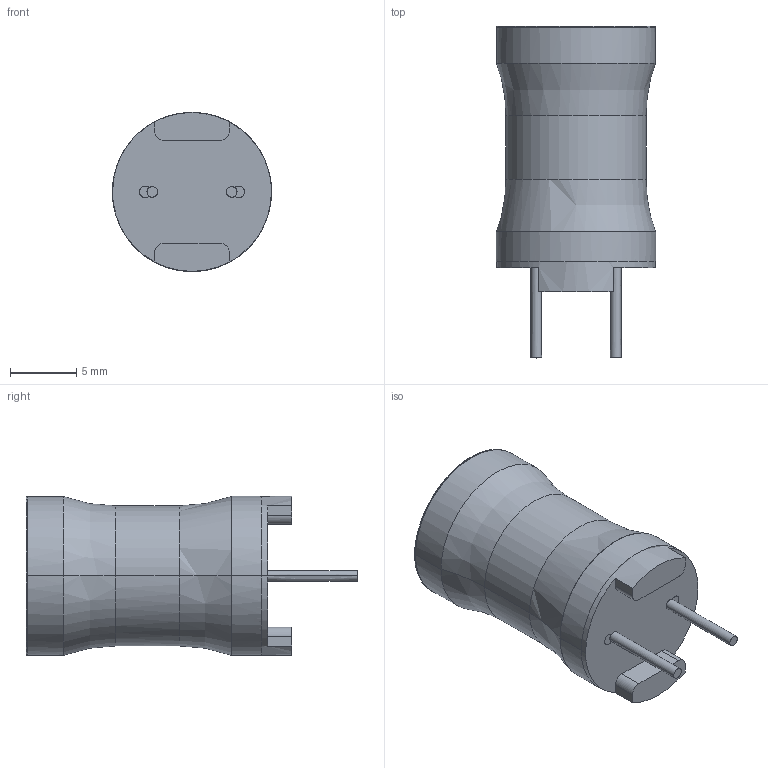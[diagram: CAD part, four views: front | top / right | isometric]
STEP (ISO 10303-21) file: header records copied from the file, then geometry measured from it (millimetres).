
FILE_DESCRIPTION(/* description */ (''),/* implementation_level */ '2;1');
FILE_NAME(/* name */ 'INDUCT~1',/* time_stamp */ '2018-02-26T01:04:05+03:00',/* author */ (''),/* organization */ (''),/* preprocessor_version */ 'ST-DEVELOPER v15',/* originating_system */ '',/* authorisation */ '');
FILE_SCHEMA (('AUTOMOTIVE_DESIGN'));
Length unit declared in the file: millimetre
Products named in the file (1): Document
Bounding box: 12.03 x 25.07 x 12.02 mm (x, y, z)
Volume: 265.5 mm3; surface area: 1441.9 mm2
Topology: 2 solids, 9 shells, 46 faces, 105 edges, 69 vertices
Faces by surface type: bspline 28, plane 18
Entity records: 2819 total; most frequent: CARTESIAN_POINT 2071, ORIENTED_EDGE 193, EDGE_CURVE 105, VERTEX_POINT 69, EDGE_LOOP 50, ADVANCED_FACE 46, FACE_OUTER_BOUND 46, B_SPLINE_CURVE_WITH_KNOTS 46
